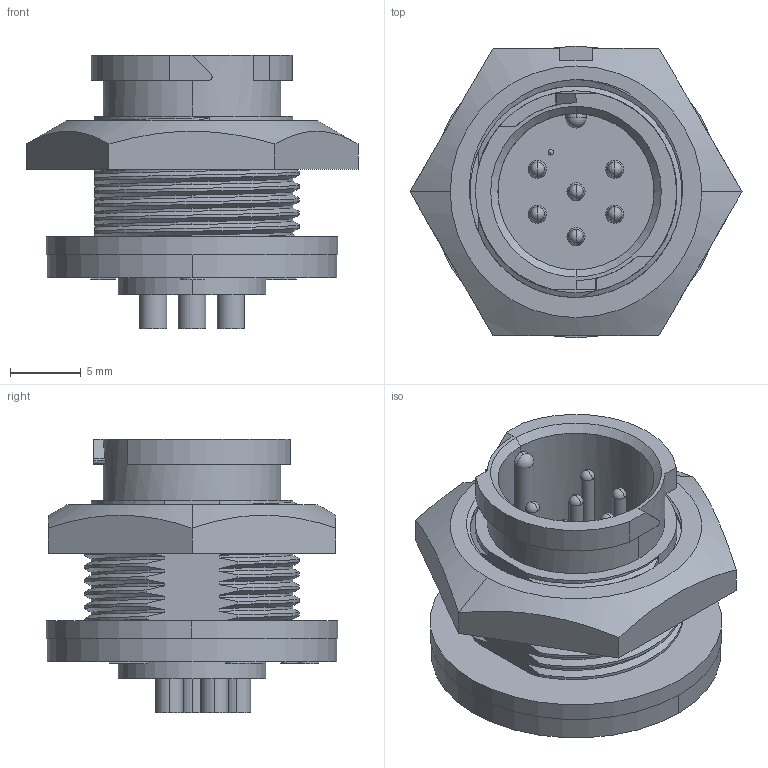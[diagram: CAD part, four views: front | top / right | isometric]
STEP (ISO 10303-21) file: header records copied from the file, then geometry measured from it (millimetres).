
FILE_DESCRIPTION (( 'STEP AP203' ), '1' );
FILE_NAME ('W7280-6PG-P-300.STEP', '2021-10-27T13:19:34', ( '' ), ( '' ), 'SwSTEP 2.0', 'SolidWorks 2020', '' );
FILE_SCHEMA (( 'CONFIG_CONTROL_DESIGN' ));
Length unit declared in the file: millimetre
Products named in the file (1): W7280-6PG-P-300
Bounding box: 23.46 x 20.62 x 19.34 mm (x, y, z)
Volume: 2866.8 mm3; surface area: 2929.9 mm2
Topology: 7 solids, 7 shells, 288 faces, 770 edges, 499 vertices
Faces by surface type: plane 95, cylinder 88, bspline 63, cone 28, sphere 14
Entity records: 16787 total; most frequent: CARTESIAN_POINT 10310, ORIENTED_EDGE 1508, DIRECTION 1068, EDGE_CURVE 754, VERTEX_POINT 497, LINE 360, VECTOR 360, AXIS2_PLACEMENT_3D 354
